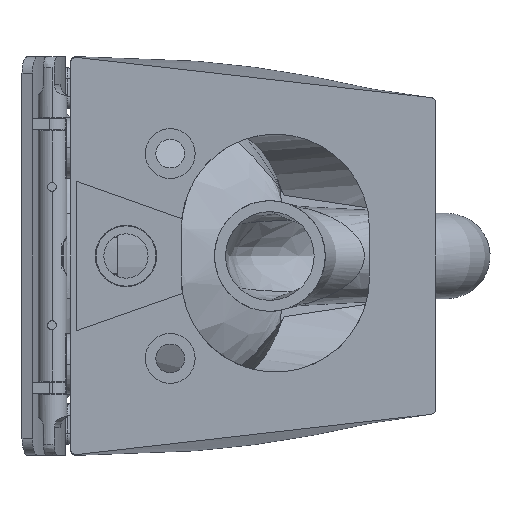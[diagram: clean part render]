
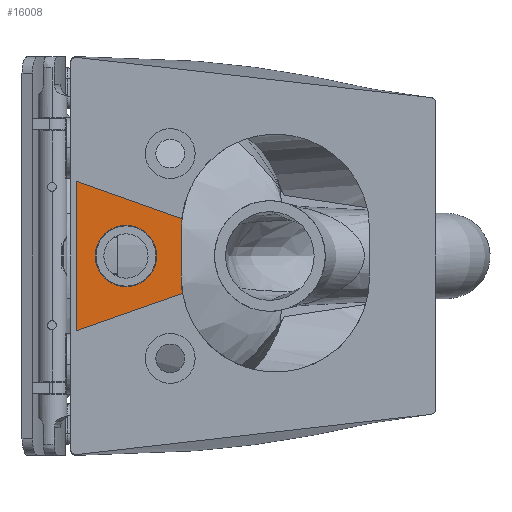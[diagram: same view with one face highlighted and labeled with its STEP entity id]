
A CAD part, left-side view. The second image highlights one B-rep face of the part: STEP entity #16008.
In plain terms, the highlighted planar face has unit normal (-1, 0, 0).
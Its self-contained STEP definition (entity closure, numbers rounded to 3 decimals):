
#3347 = CARTESIAN_POINT ( 'NONE',  ( -226., -185., -19.891 ) ) ;
#3437 = ORIENTED_EDGE ( 'NONE', *, *, #52992, .T. ) ;
#3563 = VERTEX_POINT ( 'NONE', #11720 ) ;
#3579 = DIRECTION ( 'NONE',  ( 1., 0., 0. ) ) ;
#4996 = VECTOR ( 'NONE', #45609, 1000. ) ;
#5229 = ORIENTED_EDGE ( 'NONE', *, *, #25017, .T. ) ;
#5546 = EDGE_CURVE ( 'NONE', #53784, #41700, #16472, .T. ) ;
#5891 = VECTOR ( 'NONE', #42929, 1000. ) ;
#6355 = CARTESIAN_POINT ( 'NONE',  ( -226., -50., 27.714 ) ) ;
#6742 = ORIENTED_EDGE ( 'NONE', *, *, #5546, .T. ) ;
#8084 = DIRECTION ( 'NONE',  ( 0., 0.943, 0.333 ) ) ;
#8097 = AXIS2_PLACEMENT_3D ( 'NONE', #20324, #3579, #33457 ) ;
#8932 = EDGE_LOOP ( 'NONE', ( #3437, #20189 ) ) ;
#8994 = VERTEX_POINT ( 'NONE', #52065 ) ;
#11720 = CARTESIAN_POINT ( 'NONE',  ( -226., -50., -27.714 ) ) ;
#11823 = DIRECTION ( 'NONE',  ( 0., 0., 1. ) ) ;
#12270 = DIRECTION ( 'NONE',  ( 1., 0., 0. ) ) ;
#12279 = CARTESIAN_POINT ( 'NONE',  ( -226., -100.44, 33.746 ) ) ;
#12756 = VERTEX_POINT ( 'NONE', #6355 ) ;
#12912 = AXIS2_PLACEMENT_3D ( 'NONE', #16589, #20494, #25244 ) ;
#14946 = DIRECTION ( 'NONE',  ( 0., 0., 1. ) ) ;
#16008 = ADVANCED_FACE ( 'NONE', ( #35616, #47914 ), #31699, .T. ) ;
#16472 = LINE ( 'NONE', #12279, #30592 ) ;
#16589 = CARTESIAN_POINT ( 'NONE',  ( -226., -185., 25.11 ) ) ;
#17621 = CARTESIAN_POINT ( 'NONE',  ( -226., -100., -19.885 ) ) ;
#17834 = VERTEX_POINT ( 'NONE', #38358 ) ;
#18723 = EDGE_CURVE ( 'NONE', #37083, #42569, #40570, .T. ) ;
#20182 = LINE ( 'NONE', #33853, #4996 ) ;
#20189 = ORIENTED_EDGE ( 'NONE', *, *, #34814, .T. ) ;
#20324 = CARTESIAN_POINT ( 'NONE',  ( -226., -50., 0. ) ) ;
#20494 = DIRECTION ( 'NONE',  ( 1., 0., 0. ) ) ;
#20928 = EDGE_CURVE ( 'NONE', #17834, #53784, #28991, .T. ) ;
#21277 = DIRECTION ( 'NONE',  ( 1., 0., 0. ) ) ;
#25017 = EDGE_CURVE ( 'NONE', #8994, #37083, #20182, .T. ) ;
#25114 = DIRECTION ( 'NONE',  ( 0., 0., 1. ) ) ;
#25244 = DIRECTION ( 'NONE',  ( 0., 0., 1. ) ) ;
#26299 = EDGE_CURVE ( 'NONE', #42569, #17834, #54398, .T. ) ;
#28106 = ORIENTED_EDGE ( 'NONE', *, *, #18723, .T. ) ;
#28342 = CARTESIAN_POINT ( 'NONE',  ( -226., -5., 67.5 ) ) ;
#28991 = CIRCLE ( 'NONE', #12912, 85. ) ;
#30592 = VECTOR ( 'NONE', #8084, 1000. ) ;
#31273 = VECTOR ( 'NONE', #42158, 1000. ) ;
#31699 = PLANE ( 'NONE',  #36057 ) ;
#32001 = CIRCLE ( 'NONE', #35590, 27.714 ) ;
#33457 = DIRECTION ( 'NONE',  ( 0., 0., 1. ) ) ;
#33770 = CARTESIAN_POINT ( 'NONE',  ( -226., -5., -67.5 ) ) ;
#33853 = CARTESIAN_POINT ( 'NONE',  ( -226., -5., -67.5 ) ) ;
#33864 = CARTESIAN_POINT ( 'NONE',  ( -226., -50., 0. ) ) ;
#34290 = AXIS2_PLACEMENT_3D ( 'NONE', #3347, #12270, #25114 ) ;
#34814 = EDGE_CURVE ( 'NONE', #3563, #12756, #32001, .T. ) ;
#35590 = AXIS2_PLACEMENT_3D ( 'NONE', #33864, #21277, #11823 ) ;
#35616 = FACE_OUTER_BOUND ( 'NONE', #47888, .T. ) ;
#36057 = AXIS2_PLACEMENT_3D ( 'NONE', #52656, #43451, #14946 ) ;
#36807 = ORIENTED_EDGE ( 'NONE', *, *, #43708, .T. ) ;
#37083 = VERTEX_POINT ( 'NONE', #40749 ) ;
#38358 = CARTESIAN_POINT ( 'NONE',  ( -226., -100.003, 25.878 ) ) ;
#38679 = CARTESIAN_POINT ( 'NONE',  ( -226., -100.44, 33.746 ) ) ;
#40570 = CIRCLE ( 'NONE', #34290, 85. ) ;
#40749 = CARTESIAN_POINT ( 'NONE',  ( -226., -101.137, -33.75 ) ) ;
#41700 = VERTEX_POINT ( 'NONE', #28342 ) ;
#42158 = DIRECTION ( 'NONE',  ( 0., 0., -1. ) ) ;
#42569 = VERTEX_POINT ( 'NONE', #17621 ) ;
#42929 = DIRECTION ( 'NONE',  ( 0., 0., 1. ) ) ;
#43451 = DIRECTION ( 'NONE',  ( -1., 0., 0. ) ) ;
#43708 = EDGE_CURVE ( 'NONE', #41700, #8994, #50538, .T. ) ;
#45609 = DIRECTION ( 'NONE',  ( 0., -0.944, 0.331 ) ) ;
#47888 = EDGE_LOOP ( 'NONE', ( #36807, #5229, #28106, #54658, #54607, #6742 ) ) ;
#47914 = FACE_BOUND ( 'NONE', #8932, .T. ) ;
#50538 = LINE ( 'NONE', #33770, #31273 ) ;
#51810 = CIRCLE ( 'NONE', #8097, 27.714 ) ;
#52065 = CARTESIAN_POINT ( 'NONE',  ( -226., -5., -67.5 ) ) ;
#52656 = CARTESIAN_POINT ( 'NONE',  ( -226., -185., 25.11 ) ) ;
#52992 = EDGE_CURVE ( 'NONE', #12756, #3563, #51810, .T. ) ;
#53784 = VERTEX_POINT ( 'NONE', #38679 ) ;
#54398 = LINE ( 'NONE', #55209, #5891 ) ;
#54607 = ORIENTED_EDGE ( 'NONE', *, *, #20928, .T. ) ;
#54658 = ORIENTED_EDGE ( 'NONE', *, *, #26299, .T. ) ;
#55209 = CARTESIAN_POINT ( 'NONE',  ( -226., -100., -19.885 ) ) ;
